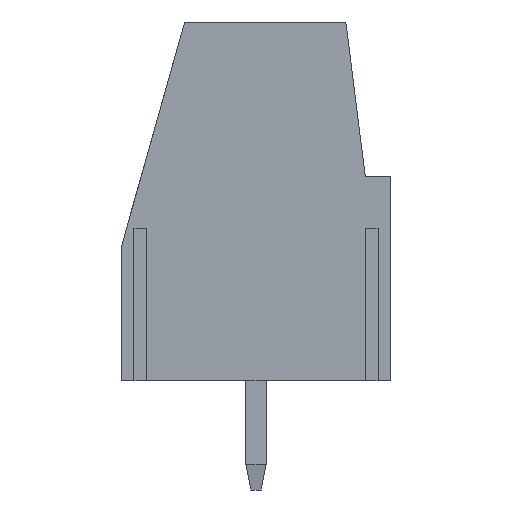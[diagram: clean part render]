
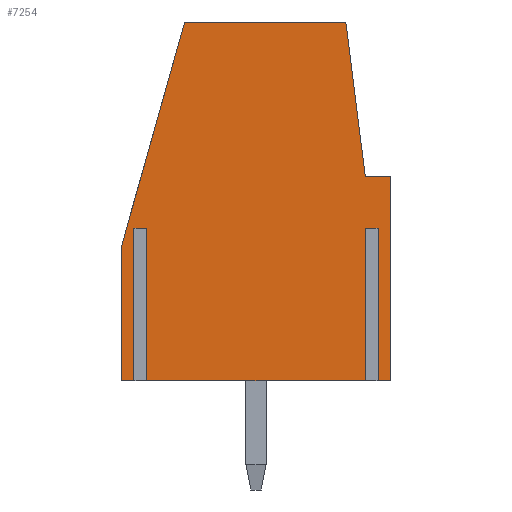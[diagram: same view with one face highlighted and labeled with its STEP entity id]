
A CAD part, left-side view. The second image highlights one B-rep face of the part: STEP entity #7254.
In plain terms, the highlighted planar face has unit normal (-1, 0, 0).
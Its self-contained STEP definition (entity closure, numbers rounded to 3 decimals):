
#533 = EDGE_CURVE ( 'NONE', #28268, #7104, #16408, .T. ) ;
#640 = EDGE_CURVE ( 'NONE', #23102, #8221, #33459, .T. ) ;
#1889 = ORIENTED_EDGE ( 'NONE', *, *, #640, .F. ) ;
#3465 = CARTESIAN_POINT ( 'NONE',  ( -7.54, -4.296, 8.031 ) ) ;
#3693 = ORIENTED_EDGE ( 'NONE', *, *, #27320, .F. ) ;
#4180 = VECTOR ( 'NONE', #14985, 1000. ) ;
#4204 = DIRECTION ( 'NONE',  ( 0., 1., 0. ) ) ;
#4520 = VECTOR ( 'NONE', #24814, 1000. ) ;
#4655 = EDGE_CURVE ( 'NONE', #19623, #6304, #26294, .T. ) ;
#5397 = DIRECTION ( 'NONE',  ( 0., -0.125, -0.992 ) ) ;
#6039 = LINE ( 'NONE', #39972, #14880 ) ;
#6172 = CARTESIAN_POINT ( 'NONE',  ( -7.54, -3.533, 14.1 ) ) ;
#6304 = VERTEX_POINT ( 'NONE', #26961 ) ;
#6370 = VECTOR ( 'NONE', #23950, 1000. ) ;
#6469 = CARTESIAN_POINT ( 'NONE',  ( -7.54, 4.8, 6. ) ) ;
#6567 = EDGE_CURVE ( 'NONE', #26384, #19623, #29602, .T. ) ;
#6655 = LINE ( 'NONE', #31810, #11105 ) ;
#7104 = VERTEX_POINT ( 'NONE', #14752 ) ;
#7140 = CARTESIAN_POINT ( 'NONE',  ( -7.54, -5.3, 8.031 ) ) ;
#7206 = EDGE_LOOP ( 'NONE', ( #3693, #1889, #22312, #17130, #25297, #17761, #32885, #28763, #24954, #8392, #21774, #34603, #37177, #29152, #32634 ) ) ;
#7254 = ADVANCED_FACE ( 'NONE', ( #17531 ), #16736, .F. ) ;
#7275 = DIRECTION ( 'NONE',  ( 0., -1., 0. ) ) ;
#7601 = LINE ( 'NONE', #19797, #25571 ) ;
#8220 = VECTOR ( 'NONE', #26917, 1000. ) ;
#8221 = VERTEX_POINT ( 'NONE', #8802 ) ;
#8230 = VECTOR ( 'NONE', #32631, 1000. ) ;
#8392 = ORIENTED_EDGE ( 'NONE', *, *, #16133, .F. ) ;
#8802 = CARTESIAN_POINT ( 'NONE',  ( -7.54, 4.3, 0. ) ) ;
#9077 = DIRECTION ( 'NONE',  ( 0., 0., -1. ) ) ;
#9387 = LINE ( 'NONE', #14907, #4520 ) ;
#9701 = CARTESIAN_POINT ( 'NONE',  ( -7.54, 2.808, 14.1 ) ) ;
#10106 = CARTESIAN_POINT ( 'NONE',  ( -7.54, 5.3, 0. ) ) ;
#10273 = EDGE_CURVE ( 'NONE', #28063, #29195, #38732, .T. ) ;
#10471 = CARTESIAN_POINT ( 'NONE',  ( -7.54, -4.8, 6. ) ) ;
#11105 = VECTOR ( 'NONE', #25896, 1000. ) ;
#11228 = DIRECTION ( 'NONE',  ( 0., 1., 0. ) ) ;
#11626 = CARTESIAN_POINT ( 'NONE',  ( -7.54, 0., 0. ) ) ;
#11629 = VERTEX_POINT ( 'NONE', #7140 ) ;
#13814 = LINE ( 'NONE', #32260, #38973 ) ;
#14044 = LINE ( 'NONE', #35792, #6370 ) ;
#14752 = CARTESIAN_POINT ( 'NONE',  ( -7.54, 5.3, 5.242 ) ) ;
#14880 = VECTOR ( 'NONE', #9077, 1000. ) ;
#14907 = CARTESIAN_POINT ( 'NONE',  ( -7.54, 4.3, 0. ) ) ;
#14985 = DIRECTION ( 'NONE',  ( 0., 1., 0. ) ) ;
#15855 = DIRECTION ( 'NONE',  ( 1., 0., 0. ) ) ;
#16133 = EDGE_CURVE ( 'NONE', #25135, #32655, #37577, .T. ) ;
#16408 = LINE ( 'NONE', #28776, #30163 ) ;
#16736 = PLANE ( 'NONE',  #39587 ) ;
#17130 = ORIENTED_EDGE ( 'NONE', *, *, #10273, .F. ) ;
#17367 = DIRECTION ( 'NONE',  ( 0., 1., 0. ) ) ;
#17531 = FACE_OUTER_BOUND ( 'NONE', #7206, .T. ) ;
#17761 = ORIENTED_EDGE ( 'NONE', *, *, #35234, .F. ) ;
#19623 = VERTEX_POINT ( 'NONE', #6469 ) ;
#19797 = CARTESIAN_POINT ( 'NONE',  ( -7.54, -5.3, 0. ) ) ;
#20251 = CARTESIAN_POINT ( 'NONE',  ( -7.54, 4.8, 0. ) ) ;
#21349 = EDGE_CURVE ( 'NONE', #24183, #11629, #32825, .T. ) ;
#21774 = ORIENTED_EDGE ( 'NONE', *, *, #22333, .F. ) ;
#22312 = ORIENTED_EDGE ( 'NONE', *, *, #24579, .F. ) ;
#22333 = EDGE_CURVE ( 'NONE', #7104, #25135, #6655, .T. ) ;
#22490 = CARTESIAN_POINT ( 'NONE',  ( -7.54, -5.3, 0. ) ) ;
#22902 = DIRECTION ( 'NONE',  ( 0., 0., -1. ) ) ;
#23102 = VERTEX_POINT ( 'NONE', #23186 ) ;
#23186 = CARTESIAN_POINT ( 'NONE',  ( -7.54, -4.3, 0. ) ) ;
#23879 = CARTESIAN_POINT ( 'NONE',  ( -7.54, -4.8, 0. ) ) ;
#23950 = DIRECTION ( 'NONE',  ( 0., 0., 1. ) ) ;
#24070 = CARTESIAN_POINT ( 'NONE',  ( -7.54, -4.8, 6. ) ) ;
#24183 = VERTEX_POINT ( 'NONE', #3465 ) ;
#24260 = CARTESIAN_POINT ( 'NONE',  ( -7.54, -4.3, 6. ) ) ;
#24579 = EDGE_CURVE ( 'NONE', #29195, #23102, #13814, .T. ) ;
#24814 = DIRECTION ( 'NONE',  ( 0., 0., 1. ) ) ;
#24954 = ORIENTED_EDGE ( 'NONE', *, *, #26851, .F. ) ;
#25133 = LINE ( 'NONE', #22490, #31035 ) ;
#25135 = VERTEX_POINT ( 'NONE', #26609 ) ;
#25297 = ORIENTED_EDGE ( 'NONE', *, *, #28542, .F. ) ;
#25571 = VECTOR ( 'NONE', #11228, 1000. ) ;
#25896 = DIRECTION ( 'NONE',  ( 0., -0.271, 0.963 ) ) ;
#26294 = LINE ( 'NONE', #20251, #8230 ) ;
#26384 = VERTEX_POINT ( 'NONE', #34372 ) ;
#26609 = CARTESIAN_POINT ( 'NONE',  ( -7.54, 2.808, 14.1 ) ) ;
#26851 = EDGE_CURVE ( 'NONE', #32655, #24183, #29774, .T. ) ;
#26917 = DIRECTION ( 'NONE',  ( 0., 1., 0. ) ) ;
#26961 = CARTESIAN_POINT ( 'NONE',  ( -7.54, 4.8, 0. ) ) ;
#27176 = VECTOR ( 'NONE', #5397, 1000. ) ;
#27320 = EDGE_CURVE ( 'NONE', #8221, #26384, #9387, .T. ) ;
#28063 = VERTEX_POINT ( 'NONE', #24070 ) ;
#28268 = VERTEX_POINT ( 'NONE', #10106 ) ;
#28401 = DIRECTION ( 'NONE',  ( 0., 0., -1. ) ) ;
#28433 = VECTOR ( 'NONE', #17367, 1000. ) ;
#28542 = EDGE_CURVE ( 'NONE', #33859, #28063, #14044, .T. ) ;
#28763 = ORIENTED_EDGE ( 'NONE', *, *, #21349, .F. ) ;
#28776 = CARTESIAN_POINT ( 'NONE',  ( -7.54, 5.3, 0. ) ) ;
#28985 = DIRECTION ( 'NONE',  ( 0., 0., 1. ) ) ;
#29152 = ORIENTED_EDGE ( 'NONE', *, *, #4655, .F. ) ;
#29195 = VERTEX_POINT ( 'NONE', #24260 ) ;
#29350 = EDGE_CURVE ( 'NONE', #6304, #28268, #7601, .T. ) ;
#29602 = LINE ( 'NONE', #35702, #8220 ) ;
#29774 = LINE ( 'NONE', #33237, #27176 ) ;
#30163 = VECTOR ( 'NONE', #28985, 1000. ) ;
#31035 = VECTOR ( 'NONE', #4204, 1000. ) ;
#31450 = CARTESIAN_POINT ( 'NONE',  ( -7.54, -4.296, 8.031 ) ) ;
#31771 = VERTEX_POINT ( 'NONE', #40161 ) ;
#31810 = CARTESIAN_POINT ( 'NONE',  ( -7.54, 5.3, 5.242 ) ) ;
#32260 = CARTESIAN_POINT ( 'NONE',  ( -7.54, -4.3, 0. ) ) ;
#32631 = DIRECTION ( 'NONE',  ( 0., 0., -1. ) ) ;
#32634 = ORIENTED_EDGE ( 'NONE', *, *, #6567, .F. ) ;
#32655 = VERTEX_POINT ( 'NONE', #6172 ) ;
#32825 = LINE ( 'NONE', #31450, #39126 ) ;
#32885 = ORIENTED_EDGE ( 'NONE', *, *, #35412, .F. ) ;
#33237 = CARTESIAN_POINT ( 'NONE',  ( -7.54, -3.533, 14.1 ) ) ;
#33459 = LINE ( 'NONE', #36522, #4180 ) ;
#33859 = VERTEX_POINT ( 'NONE', #23879 ) ;
#34372 = CARTESIAN_POINT ( 'NONE',  ( -7.54, 4.3, 6. ) ) ;
#34603 = ORIENTED_EDGE ( 'NONE', *, *, #533, .F. ) ;
#35234 = EDGE_CURVE ( 'NONE', #31771, #33859, #25133, .T. ) ;
#35412 = EDGE_CURVE ( 'NONE', #11629, #31771, #6039, .T. ) ;
#35702 = CARTESIAN_POINT ( 'NONE',  ( -7.54, 4.8, 6. ) ) ;
#35792 = CARTESIAN_POINT ( 'NONE',  ( -7.54, -4.8, 0. ) ) ;
#35897 = DIRECTION ( 'NONE',  ( 0., -1., 0. ) ) ;
#36522 = CARTESIAN_POINT ( 'NONE',  ( -7.54, -5.3, 0. ) ) ;
#37177 = ORIENTED_EDGE ( 'NONE', *, *, #29350, .F. ) ;
#37577 = LINE ( 'NONE', #9701, #38422 ) ;
#38422 = VECTOR ( 'NONE', #7275, 1000. ) ;
#38732 = LINE ( 'NONE', #10471, #28433 ) ;
#38973 = VECTOR ( 'NONE', #22902, 1000. ) ;
#39126 = VECTOR ( 'NONE', #35897, 1000. ) ;
#39587 = AXIS2_PLACEMENT_3D ( 'NONE', #11626, #15855, #28401 ) ;
#39972 = CARTESIAN_POINT ( 'NONE',  ( -7.54, -5.3, 8.031 ) ) ;
#40161 = CARTESIAN_POINT ( 'NONE',  ( -7.54, -5.3, 0. ) ) ;
